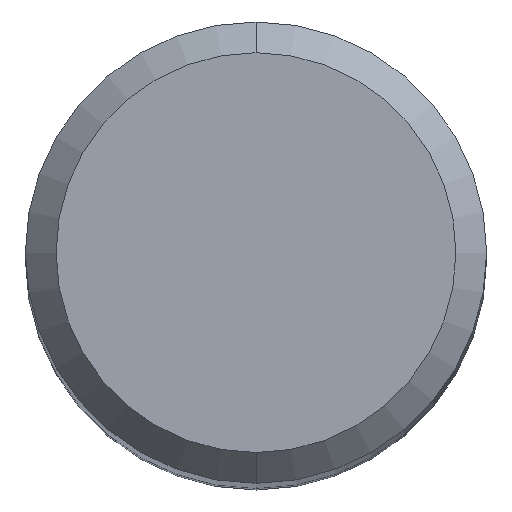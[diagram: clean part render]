
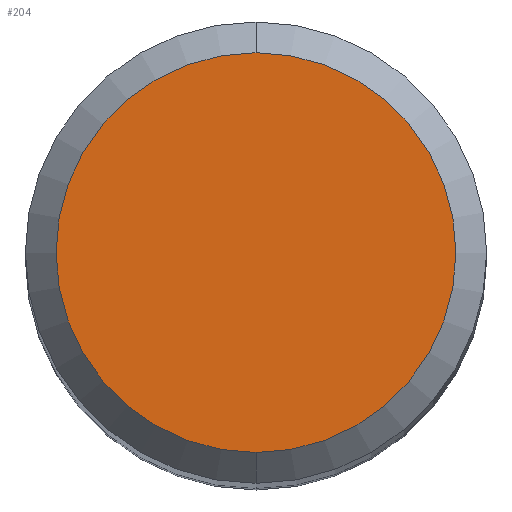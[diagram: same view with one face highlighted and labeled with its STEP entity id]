
A CAD part, top view. The second image highlights one B-rep face of the part: STEP entity #204.
In plain terms, the highlighted planar face has unit normal (0, 0, 1).
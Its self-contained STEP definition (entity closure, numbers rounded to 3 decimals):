
#98=EDGE_CURVE('',#114,#130,#243,.T.);
#114=VERTEX_POINT('',#263);
#130=VERTEX_POINT('',#279);
#164=EDGE_CURVE('',#130,#114,#317,.T.);
#204=ADVANCED_FACE('',(#363),#364,.T.);
#243=CIRCLE('',#399,2.6);
#263=CARTESIAN_POINT('',(0.,-2.6,0.0));
#279=CARTESIAN_POINT('',(0.0,2.6,0.0));
#317=CIRCLE('',#493,2.6);
#363=FACE_OUTER_BOUND('',#549,.T.);
#364=PLANE('',#550);
#399=AXIS2_PLACEMENT_3D('',#576,#577,#578);
#493=AXIS2_PLACEMENT_3D('',#658,#659,#660);
#549=EDGE_LOOP('',(#719,#720));
#550=AXIS2_PLACEMENT_3D('',#721,#722,#723);
#576=CARTESIAN_POINT('',(0.0,0.0,0.0));
#577=DIRECTION('',(0.0,0.0,-1.0));
#578=DIRECTION('',(0.0,1.0,0.0));
#658=CARTESIAN_POINT('',(0.0,0.0,0.0));
#659=DIRECTION('',(0.0,0.0,-1.0));
#660=DIRECTION('',(0.0,1.0,0.0));
#719=ORIENTED_EDGE('',*,*,#164,.F.);
#720=ORIENTED_EDGE('',*,*,#98,.F.);
#721=CARTESIAN_POINT('',(0.0,1.3,0.0));
#722=DIRECTION('',(-0.0,0.0,1.0));
#723=DIRECTION('',(0.0,-1.0,0.0));
